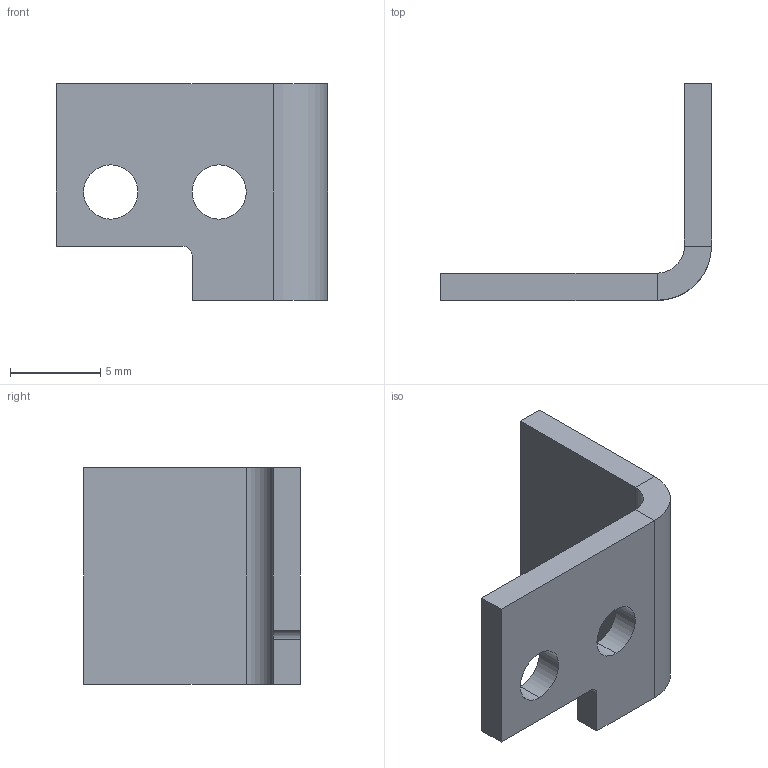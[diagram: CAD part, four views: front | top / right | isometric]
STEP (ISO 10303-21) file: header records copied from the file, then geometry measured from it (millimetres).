
FILE_DESCRIPTION (( 'STEP AP203' ), '1' );
FILE_NAME ('S-14-0205-01.STEP', '2014-04-29T10:32:26', ( '' ), ( '' ), 'SwSTEP 2.0', 'SolidWorks 2013', '' );
FILE_SCHEMA (( 'CONFIG_CONTROL_DESIGN' ));
Length unit declared in the file: millimetre
Products named in the file (1): S-14-0205-01
Bounding box: 15 x 12 x 12 mm (x, y, z)
Volume: 386.7 mm3; surface area: 653.2 mm2
Topology: 1 solids, 1 shells, 21 faces, 49 edges, 30 vertices
Faces by surface type: plane 14, cylinder 7
Entity records: 678 total; most frequent: DIRECTION 107, CARTESIAN_POINT 101, ORIENTED_EDGE 98, EDGE_CURVE 49, AXIS2_PLACEMENT_3D 36, VECTOR 35, LINE 35, VERTEX_POINT 30
